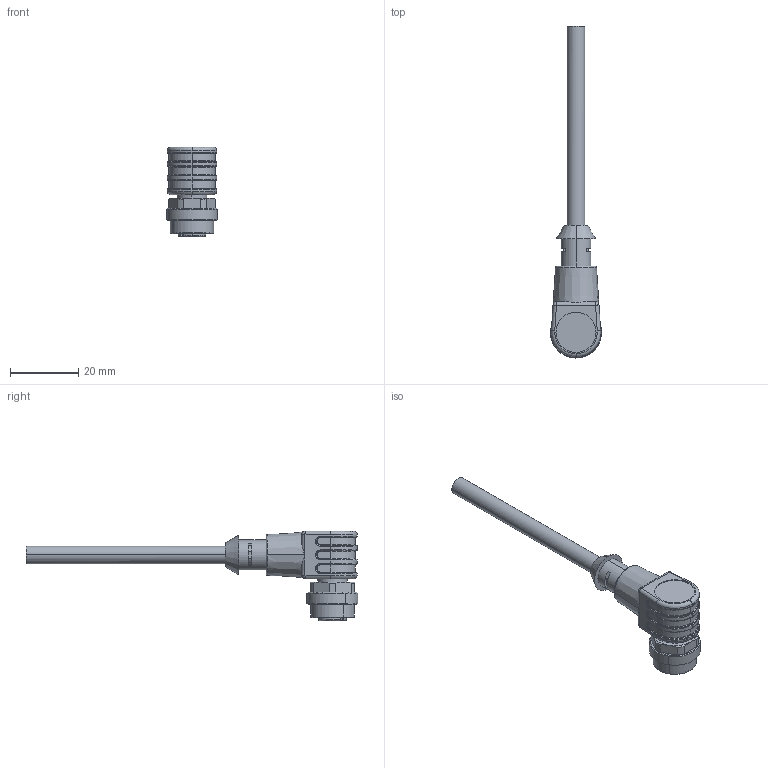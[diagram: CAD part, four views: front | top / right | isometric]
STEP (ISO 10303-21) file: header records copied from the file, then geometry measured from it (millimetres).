
FILE_DESCRIPTION(('CATIA V5 STEP Exchange','CAx-IF Rec.Pracs.--- Model Styling and Organization---1.4--- 2014-01-23'),'2;1');
FILE_NAME ('025257-4_0_1883460500_1883460500.stp','2020-07-01T07:35:47+00:00',('none'),('Weidmueller'),'CATIA Version 5-6 Release 2016 SP3 HF44','CATIA V5 STEP AP214','none');
FILE_SCHEMA(('AUTOMOTIVE_DESIGN { 1 0 10303 214 1 1 1 1 }'));
Length unit declared in the file: millimetre
Products named in the file (1): 1883460500
Bounding box: 15 x 97.55 x 26.4 mm (x, y, z)
Volume: 7396.7 mm3; surface area: 4466.9 mm2
Topology: 2 solids, 2 shells, 380 faces, 993 edges, 644 vertices
Faces by surface type: plane 119, cylinder 107, extrusion 68, torus 35, cone 34, bspline 15, sphere 2
Entity records: 13431 total; most frequent: CARTESIAN_POINT 4862, ORIENTED_EDGE 1976, DIRECTION 1317, EDGE_CURVE 986, VERTEX_POINT 642, AXIS2_PLACEMENT_3D 528, VECTOR 499, LINE 431
